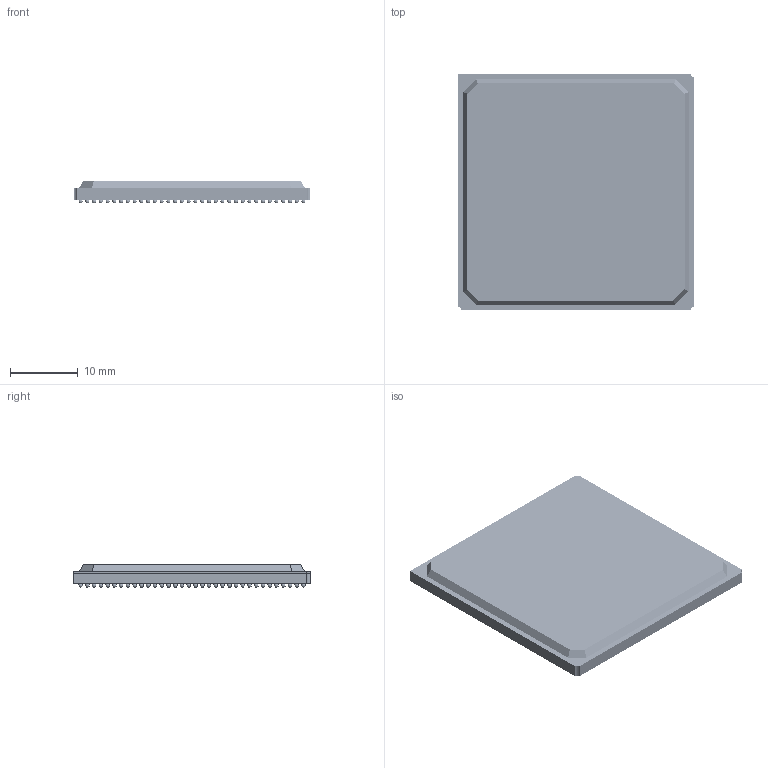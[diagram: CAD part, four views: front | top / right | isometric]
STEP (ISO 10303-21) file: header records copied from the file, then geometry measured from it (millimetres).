
FILE_DESCRIPTION(/* description */ (''),/* implementation_level */ '2;1');
FILE_NAME(/* name */ 'BGA1156C100P34X34_3500X3500X335.stp',/* time_stamp */ '2016-11-07T10:09:00+01:00',/* author */ ('jchouvet'),/* organization */ (''),/* preprocessor_version */ 'ST-DEVELOPER v16.1',/* originating_system */ 'AutoCAD Mechanical',/* authorisation */ '');
FILE_SCHEMA (('AUTOMOTIVE_DESIGN { 1 0 10303 214 3 1 1 }'));
Length unit declared in the file: millimetre
Products named in the file (1): Product
Bounding box: 35 x 35 x 3.35 mm (x, y, z)
Volume: 3779.5 mm3; surface area: 8773.8 mm2
Topology: 1159 solids, 1159 shells, 2340 faces, 4690 edges, 3512 vertices
Faces by surface type: plane 1178, sphere 1156, cylinder 6
Entity records: 34363 total; most frequent: DIRECTION 7072, CARTESIAN_POINT 4763, AXIS2_PLACEMENT_3D 3509, ORIENTED_EDGE 2444, FACE_OUTER_BOUND 2340, EDGE_LOOP 2340, ADVANCED_FACE 2340, EDGE_CURVE 1222
